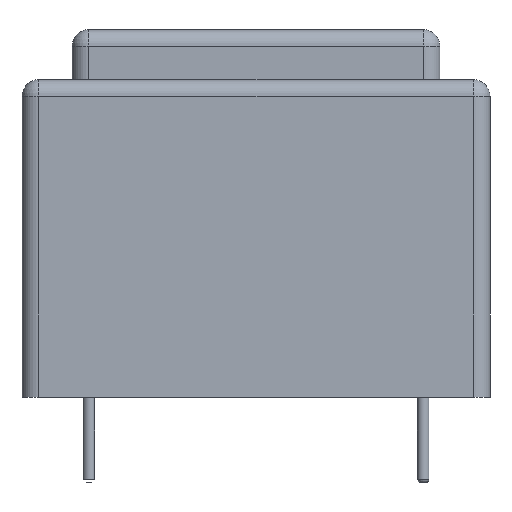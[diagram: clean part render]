
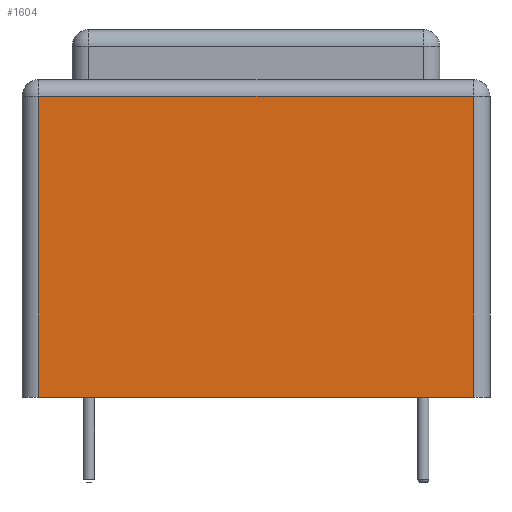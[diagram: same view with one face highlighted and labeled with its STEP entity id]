
A CAD part, left-side view. The second image highlights one B-rep face of the part: STEP entity #1604.
In plain terms, the highlighted planar face has unit normal (-1, 0, 0).
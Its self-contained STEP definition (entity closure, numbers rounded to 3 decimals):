
#1335 = VERTEX_POINT('',#1336);
#1336 = CARTESIAN_POINT('',(-5.5,-3.,18.1));
#1345 = VERTEX_POINT('',#1346);
#1346 = CARTESIAN_POINT('',(-5.5,23.,18.1));
#1353 = EDGE_CURVE('',#1335,#1345,#1354,.T.);
#1354 = LINE('',#1355,#1356);
#1355 = CARTESIAN_POINT('',(-5.5,-3.,18.1));
#1356 = VECTOR('',#1357,1.);
#1357 = DIRECTION('',(0.,1.,0.));
#1604 = ADVANCED_FACE('',(#1605),#1630,.T.);
#1605 = FACE_BOUND('',#1606,.T.);
#1606 = EDGE_LOOP('',(#1607,#1615,#1616,#1624));
#1607 = ORIENTED_EDGE('',*,*,#1608,.T.);
#1608 = EDGE_CURVE('',#1609,#1335,#1611,.T.);
#1609 = VERTEX_POINT('',#1610);
#1610 = CARTESIAN_POINT('',(-5.5,-3.,0.1));
#1611 = LINE('',#1612,#1613);
#1612 = CARTESIAN_POINT('',(-5.5,-3.,0.1));
#1613 = VECTOR('',#1614,1.);
#1614 = DIRECTION('',(0.,0.,1.));
#1615 = ORIENTED_EDGE('',*,*,#1353,.T.);
#1616 = ORIENTED_EDGE('',*,*,#1617,.F.);
#1617 = EDGE_CURVE('',#1618,#1345,#1620,.T.);
#1618 = VERTEX_POINT('',#1619);
#1619 = CARTESIAN_POINT('',(-5.5,23.,0.1));
#1620 = LINE('',#1621,#1622);
#1621 = CARTESIAN_POINT('',(-5.5,23.,0.1));
#1622 = VECTOR('',#1623,1.);
#1623 = DIRECTION('',(0.,0.,1.));
#1624 = ORIENTED_EDGE('',*,*,#1625,.F.);
#1625 = EDGE_CURVE('',#1609,#1618,#1626,.T.);
#1626 = LINE('',#1627,#1628);
#1627 = CARTESIAN_POINT('',(-5.5,-4.,0.1));
#1628 = VECTOR('',#1629,1.);
#1629 = DIRECTION('',(0.,1.,0.));
#1630 = PLANE('',#1631);
#1631 = AXIS2_PLACEMENT_3D('',#1632,#1633,#1634);
#1632 = CARTESIAN_POINT('',(-5.5,-4.,0.1));
#1633 = DIRECTION('',(-1.,0.,0.));
#1634 = DIRECTION('',(0.,1.,0.));
